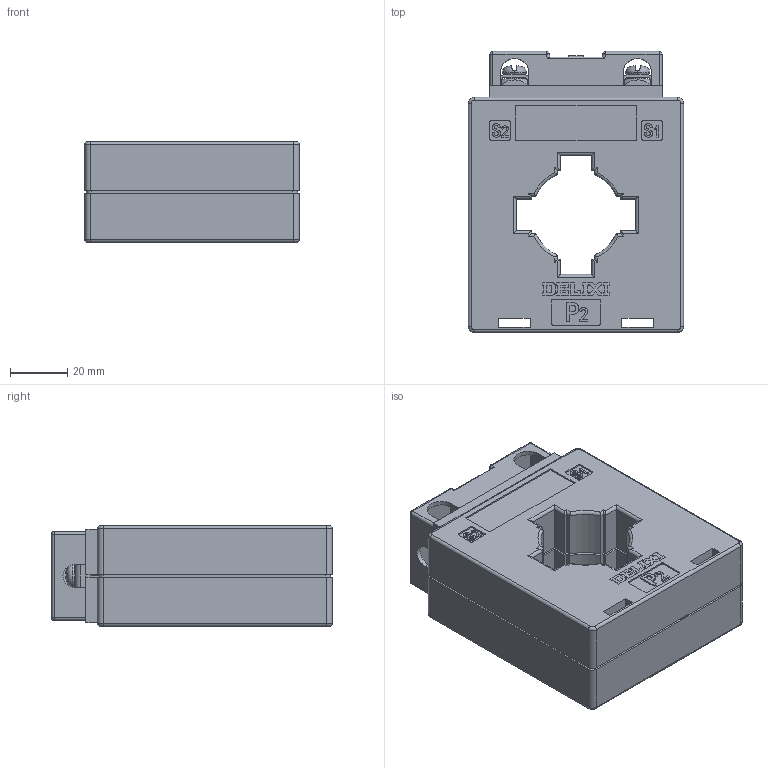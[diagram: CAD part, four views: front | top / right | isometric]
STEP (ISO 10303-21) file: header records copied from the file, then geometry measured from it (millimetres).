
FILE_DESCRIPTION (( 'STEP AP203' ), '1' );
FILE_NAME ('LMK-0.66 250、300、400、500、600 0.5级 40型.STEP', '2025-04-14T12:25:00', ( '微软用户' ), ( '微软中国' ), 'SwSTEP 2.0', 'SolidWorks 2019', '' );
FILE_SCHEMA (( 'CONFIG_CONTROL_DESIGN' ));
Length unit declared in the file: millimetre
Products named in the file (7): 諉盄啣; 裔陔; 諉盄蹟佪3; 40   P1-1; LMK-0.66 250﹜300﹜400﹜500﹜600 0.5撰 40倰; 40   P2-2; 肣И璃5x10臏
Assembly tree (9 placements, depth 2):
  LMK-0.66 250﹜300﹜400﹜500﹜600 0.5撰 40倰
    40   P1-1
    40   P2-2
    肣И璃5x10臏  x2
    裔陔
    諉盄啣  x2
    諉盄蹟佪3  x2
Bounding box: 75 x 98 x 35.1 mm (x, y, z)
Volume: 57587.8 mm3; surface area: 66387.1 mm2
Topology: 9 solids, 9 shells, 1314 faces, 3571 edges, 2316 vertices
Faces by surface type: plane 939, cylinder 226, bspline 85, torus 32, cone 16, sphere 16
Entity records: 44466 total; most frequent: CARTESIAN_POINT 13005, ORIENTED_EDGE 6710, DIRECTION 5767, EDGE_CURVE 3355, LINE 2739, VECTOR 2739, VERTEX_POINT 2188, AXIS2_PLACEMENT_3D 1514
